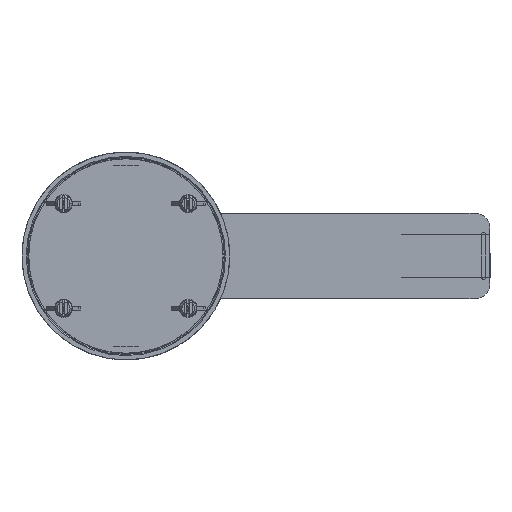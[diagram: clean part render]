
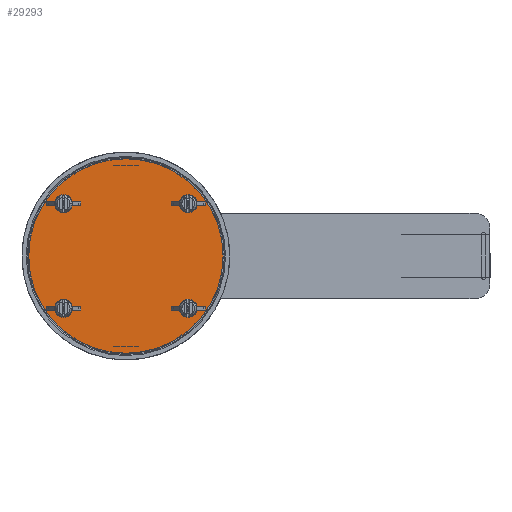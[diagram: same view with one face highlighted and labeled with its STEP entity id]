
A CAD part, front view. The second image highlights one B-rep face of the part: STEP entity #29293.
In plain terms, the highlighted planar face has unit normal (0, -1, 0).
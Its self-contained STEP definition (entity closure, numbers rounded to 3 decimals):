
#565 = EDGE_CURVE ( 'NONE', #26317, #91968, #22908, .T. ) ;
#1679 = DIRECTION ( 'NONE',  ( 0., 0., -1. ) ) ;
#2117 = VERTEX_POINT ( 'NONE', #62464 ) ;
#4525 = AXIS2_PLACEMENT_3D ( 'NONE', #22848, #30038, #65778 ) ;
#5263 = CIRCLE ( 'NONE', #71333, 3. ) ;
#6865 = AXIS2_PLACEMENT_3D ( 'NONE', #46828, #32221, #54209 ) ;
#7841 = VERTEX_POINT ( 'NONE', #54244 ) ;
#7915 = DIRECTION ( 'NONE',  ( 0., -1., 0. ) ) ;
#9012 = EDGE_CURVE ( 'NONE', #91968, #26317, #5263, .T. ) ;
#9137 = DIRECTION ( 'NONE',  ( 0., 0., -1. ) ) ;
#9263 = CIRCLE ( 'NONE', #50218, 3. ) ;
#10780 = AXIS2_PLACEMENT_3D ( 'NONE', #83543, #47567, #62444 ) ;
#11958 = CARTESIAN_POINT ( 'NONE',  ( 29.11, 0., 27.426 ) ) ;
#13522 = CARTESIAN_POINT ( 'NONE',  ( 0., 0., 0. ) ) ;
#13672 = DIRECTION ( 'NONE',  ( 0., 0., 1. ) ) ;
#14377 = CARTESIAN_POINT ( 'NONE',  ( 29.11, 0., 24.426 ) ) ;
#14545 = FACE_BOUND ( 'NONE', #58809, .T. ) ;
#15429 = AXIS2_PLACEMENT_3D ( 'NONE', #76230, #25220, #26477 ) ;
#17514 = EDGE_LOOP ( 'NONE', ( #87351, #33848 ) ) ;
#18338 = DIRECTION ( 'NONE',  ( 0., 0., -1. ) ) ;
#19000 = FACE_BOUND ( 'NONE', #61068, .T. ) ;
#20609 = AXIS2_PLACEMENT_3D ( 'NONE', #13522, #77342, #20686 ) ;
#20686 = DIRECTION ( 'NONE',  ( 0., 0., -1. ) ) ;
#21007 = CIRCLE ( 'NONE', #67520, 45.4 ) ;
#21237 = FACE_OUTER_BOUND ( 'NONE', #17514, .T. ) ;
#21323 = DIRECTION ( 'NONE',  ( 0., 0., 1. ) ) ;
#22233 = EDGE_LOOP ( 'NONE', ( #43263, #53317 ) ) ;
#22793 = EDGE_CURVE ( 'NONE', #49537, #68944, #56606, .T. ) ;
#22848 = CARTESIAN_POINT ( 'NONE',  ( 29.11, 0., 24.426 ) ) ;
#22908 = CIRCLE ( 'NONE', #4525, 3. ) ;
#24861 = CARTESIAN_POINT ( 'NONE',  ( 0., 0., -45.4 ) ) ;
#25220 = DIRECTION ( 'NONE',  ( 0., 1., 0. ) ) ;
#26317 = VERTEX_POINT ( 'NONE', #34211 ) ;
#26477 = DIRECTION ( 'NONE',  ( 0., 0., 1. ) ) ;
#26542 = VERTEX_POINT ( 'NONE', #70230 ) ;
#27559 = VERTEX_POINT ( 'NONE', #28345 ) ;
#28345 = CARTESIAN_POINT ( 'NONE',  ( -29.11, 0., 21.426 ) ) ;
#29293 = ADVANCED_FACE ( 'NONE', ( #14545, #40210, #82476, #19000, #21237 ), #56119, .T. ) ;
#30038 = DIRECTION ( 'NONE',  ( 0., 1., 0. ) ) ;
#30065 = DIRECTION ( 'NONE',  ( 0., -1., 0. ) ) ;
#31665 = CIRCLE ( 'NONE', #51571, 3. ) ;
#32221 = DIRECTION ( 'NONE',  ( 0., 1., 0. ) ) ;
#33827 = CIRCLE ( 'NONE', #6865, 3. ) ;
#33848 = ORIENTED_EDGE ( 'NONE', *, *, #67244, .T. ) ;
#34011 = EDGE_CURVE ( 'NONE', #27559, #26542, #90375, .T. ) ;
#34211 = CARTESIAN_POINT ( 'NONE',  ( 29.11, 0., 21.426 ) ) ;
#35530 = DIRECTION ( 'NONE',  ( 0., 1., 0. ) ) ;
#35846 = ORIENTED_EDGE ( 'NONE', *, *, #9012, .T. ) ;
#37529 = CARTESIAN_POINT ( 'NONE',  ( 0., 0., 0. ) ) ;
#40210 = FACE_BOUND ( 'NONE', #44690, .T. ) ;
#41682 = CIRCLE ( 'NONE', #87586, 45.4 ) ;
#43263 = ORIENTED_EDGE ( 'NONE', *, *, #22793, .T. ) ;
#44690 = EDGE_LOOP ( 'NONE', ( #80823, #47605 ) ) ;
#45062 = EDGE_CURVE ( 'NONE', #68944, #49537, #9263, .T. ) ;
#46828 = CARTESIAN_POINT ( 'NONE',  ( -29.11, 0., -24.426 ) ) ;
#47567 = DIRECTION ( 'NONE',  ( 0., 1., 0. ) ) ;
#47605 = ORIENTED_EDGE ( 'NONE', *, *, #34011, .T. ) ;
#48515 = ORIENTED_EDGE ( 'NONE', *, *, #56939, .T. ) ;
#49537 = VERTEX_POINT ( 'NONE', #52249 ) ;
#50218 = AXIS2_PLACEMENT_3D ( 'NONE', #70928, #35530, #13672 ) ;
#51571 = AXIS2_PLACEMENT_3D ( 'NONE', #81526, #82137, #18338 ) ;
#52249 = CARTESIAN_POINT ( 'NONE',  ( 29.11, 0., -21.426 ) ) ;
#53317 = ORIENTED_EDGE ( 'NONE', *, *, #45062, .T. ) ;
#54209 = DIRECTION ( 'NONE',  ( 0., 0., -1. ) ) ;
#54244 = CARTESIAN_POINT ( 'NONE',  ( -29.11, 0., -27.426 ) ) ;
#56119 = PLANE ( 'NONE',  #20609 ) ;
#56361 = DIRECTION ( 'NONE',  ( 0., 1., 0. ) ) ;
#56606 = CIRCLE ( 'NONE', #15429, 3. ) ;
#56939 = EDGE_CURVE ( 'NONE', #7841, #75298, #31665, .T. ) ;
#57284 = DIRECTION ( 'NONE',  ( 0., 0., -1. ) ) ;
#57541 = EDGE_CURVE ( 'NONE', #75298, #7841, #33827, .T. ) ;
#58809 = EDGE_LOOP ( 'NONE', ( #48515, #79220 ) ) ;
#61068 = EDGE_LOOP ( 'NONE', ( #89515, #35846 ) ) ;
#62444 = DIRECTION ( 'NONE',  ( 0., 0., 1. ) ) ;
#62464 = CARTESIAN_POINT ( 'NONE',  ( 0., 0., 45.4 ) ) ;
#65778 = DIRECTION ( 'NONE',  ( 0., 0., -1. ) ) ;
#66929 = EDGE_CURVE ( 'NONE', #26542, #27559, #88755, .T. ) ;
#67244 = EDGE_CURVE ( 'NONE', #2117, #69617, #21007, .T. ) ;
#67520 = AXIS2_PLACEMENT_3D ( 'NONE', #37529, #30065, #9137 ) ;
#68944 = VERTEX_POINT ( 'NONE', #70099 ) ;
#69617 = VERTEX_POINT ( 'NONE', #24861 ) ;
#70099 = CARTESIAN_POINT ( 'NONE',  ( 29.11, 0., -27.426 ) ) ;
#70230 = CARTESIAN_POINT ( 'NONE',  ( -29.11, 0., 27.426 ) ) ;
#70928 = CARTESIAN_POINT ( 'NONE',  ( 29.11, 0., -24.426 ) ) ;
#71333 = AXIS2_PLACEMENT_3D ( 'NONE', #14377, #56361, #57284 ) ;
#75298 = VERTEX_POINT ( 'NONE', #78257 ) ;
#76230 = CARTESIAN_POINT ( 'NONE',  ( 29.11, 0., -24.426 ) ) ;
#77342 = DIRECTION ( 'NONE',  ( 0., -1., 0. ) ) ;
#78257 = CARTESIAN_POINT ( 'NONE',  ( -29.11, 0., -21.426 ) ) ;
#78820 = AXIS2_PLACEMENT_3D ( 'NONE', #91597, #84117, #21323 ) ;
#79220 = ORIENTED_EDGE ( 'NONE', *, *, #57541, .T. ) ;
#80823 = ORIENTED_EDGE ( 'NONE', *, *, #66929, .T. ) ;
#81526 = CARTESIAN_POINT ( 'NONE',  ( -29.11, 0., -24.426 ) ) ;
#82137 = DIRECTION ( 'NONE',  ( 0., 1., 0. ) ) ;
#82476 = FACE_BOUND ( 'NONE', #22233, .T. ) ;
#83543 = CARTESIAN_POINT ( 'NONE',  ( -29.11, 0., 24.426 ) ) ;
#84117 = DIRECTION ( 'NONE',  ( 0., 1., 0. ) ) ;
#85642 = CARTESIAN_POINT ( 'NONE',  ( 0., 0., 0. ) ) ;
#86458 = EDGE_CURVE ( 'NONE', #69617, #2117, #41682, .T. ) ;
#87351 = ORIENTED_EDGE ( 'NONE', *, *, #86458, .T. ) ;
#87586 = AXIS2_PLACEMENT_3D ( 'NONE', #85642, #7915, #1679 ) ;
#88755 = CIRCLE ( 'NONE', #78820, 3. ) ;
#89515 = ORIENTED_EDGE ( 'NONE', *, *, #565, .T. ) ;
#90375 = CIRCLE ( 'NONE', #10780, 3. ) ;
#91597 = CARTESIAN_POINT ( 'NONE',  ( -29.11, 0., 24.426 ) ) ;
#91968 = VERTEX_POINT ( 'NONE', #11958 ) ;
